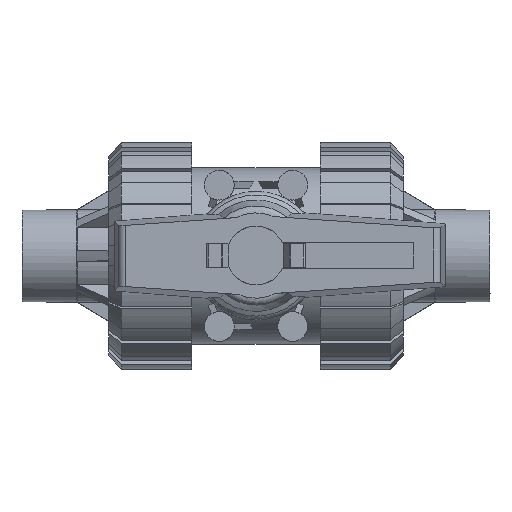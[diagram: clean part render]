
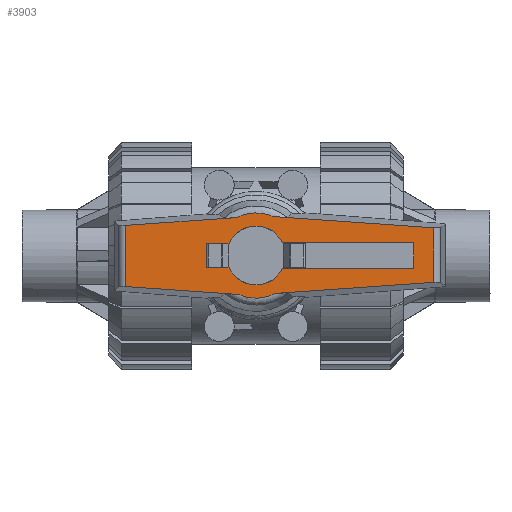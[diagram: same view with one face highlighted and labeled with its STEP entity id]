
A CAD part, top view. The second image highlights one B-rep face of the part: STEP entity #3903.
In plain terms, the highlighted planar face has unit normal (0, 0, 1).
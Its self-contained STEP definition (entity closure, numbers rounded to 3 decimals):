
#532=CARTESIAN_POINT('',(42.917,3.5,116.));
#533=VERTEX_POINT('',#532);
#534=CARTESIAN_POINT('',(42.917,-3.5,116.));
#535=VERTEX_POINT('',#534);
#536=CARTESIAN_POINT('',(42.917,3.5,116.));
#537=DIRECTION('',(0.0,-1.0,0.0));
#538=VECTOR('',#537,7.);
#539=LINE('',#536,#538);
#540=EDGE_CURVE('',#533,#535,#539,.T.);
#603=CARTESIAN_POINT('',(7.194,3.5,116.));
#604=VERTEX_POINT('',#603);
#605=CARTESIAN_POINT('',(7.194,3.5,116.));
#606=DIRECTION('',(1.0,0.0,0.0));
#607=VECTOR('',#606,35.723);
#608=LINE('',#605,#607);
#609=EDGE_CURVE('',#604,#533,#608,.T.);
#1049=CARTESIAN_POINT('',(-7.354,3.15,116.));
#1050=VERTEX_POINT('',#1049);
#1051=CARTESIAN_POINT('',(0.0,0.0,116.));
#1052=DIRECTION('',(0.0,0.0,-1.0));
#1053=DIRECTION('',(1.0,0.0,0.0));
#1054=AXIS2_PLACEMENT_3D('',#1051,#1052,#1053);
#1055=CIRCLE('',#1054,8.0);
#1056=EDGE_CURVE('',#1050,#604,#1055,.T.);
#1108=CARTESIAN_POINT('',(7.194,-3.5,116.));
#1109=VERTEX_POINT('',#1108);
#1110=CARTESIAN_POINT('',(42.917,-3.5,116.));
#1111=DIRECTION('',(-1.0,0.0,0.0));
#1112=VECTOR('',#1111,35.723);
#1113=LINE('',#1110,#1112);
#1114=EDGE_CURVE('',#535,#1109,#1113,.T.);
#1182=CARTESIAN_POINT('',(-7.354,-3.15,116.));
#1183=VERTEX_POINT('',#1182);
#1184=CARTESIAN_POINT('',(0.0,0.0,116.));
#1185=DIRECTION('',(0.0,0.0,-1.0));
#1186=DIRECTION('',(1.0,0.0,0.0));
#1187=AXIS2_PLACEMENT_3D('',#1184,#1185,#1186);
#1188=CIRCLE('',#1187,8.0);
#1189=EDGE_CURVE('',#1109,#1183,#1188,.T.);
#1665=CARTESIAN_POINT('',(-13.417,-3.15,116.));
#1666=VERTEX_POINT('',#1665);
#1673=CARTESIAN_POINT('',(-7.354,-3.15,116.));
#1674=DIRECTION('',(-1.0,0.0,0.0));
#1675=VECTOR('',#1674,6.063);
#1676=LINE('',#1673,#1675);
#1677=EDGE_CURVE('',#1183,#1666,#1676,.T.);
#2282=CARTESIAN_POINT('',(-4.722,-10.61,116.));
#2283=VERTEX_POINT('',#2282);
#2295=CARTESIAN_POINT('',(-35.537,-8.455,116.));
#2296=VERTEX_POINT('',#2295);
#2297=CARTESIAN_POINT('',(-35.537,-8.455,116.));
#2298=DIRECTION('',(0.998,-0.07,0.0));
#2299=VECTOR('',#2298,30.89);
#2300=LINE('',#2297,#2299);
#2301=EDGE_CURVE('',#2296,#2283,#2300,.T.);
#2610=CARTESIAN_POINT('',(4.722,10.61,116.));
#2611=VERTEX_POINT('',#2610);
#2623=CARTESIAN_POINT('',(48.412,7.555,116.));
#2624=VERTEX_POINT('',#2623);
#2625=CARTESIAN_POINT('',(48.412,7.555,116.));
#2626=DIRECTION('',(-0.998,0.07,0.0));
#2627=VECTOR('',#2626,43.797);
#2628=LINE('',#2625,#2627);
#2629=EDGE_CURVE('',#2624,#2611,#2628,.T.);
#2711=CARTESIAN_POINT('',(-13.417,3.15,116.));
#2712=VERTEX_POINT('',#2711);
#2713=CARTESIAN_POINT('',(-13.417,-3.15,116.));
#2714=DIRECTION('',(0.0,1.0,0.0));
#2715=VECTOR('',#2714,6.3);
#2716=LINE('',#2713,#2715);
#2717=EDGE_CURVE('',#1666,#2712,#2716,.T.);
#2778=CARTESIAN_POINT('',(-13.417,3.15,116.));
#2779=DIRECTION('',(1.0,0.0,0.0));
#2780=VECTOR('',#2779,6.063);
#2781=LINE('',#2778,#2780);
#2782=EDGE_CURVE('',#2712,#1050,#2781,.T.);
#3008=CARTESIAN_POINT('',(-35.537,8.207,116.));
#3009=VERTEX_POINT('',#3008);
#3017=CARTESIAN_POINT('',(-5.327,10.319,116.));
#3018=VERTEX_POINT('',#3017);
#3019=CARTESIAN_POINT('',(-5.327,10.319,116.));
#3020=DIRECTION('',(-0.998,-0.07,0.0));
#3021=VECTOR('',#3020,30.283);
#3022=LINE('',#3019,#3021);
#3023=EDGE_CURVE('',#3018,#3009,#3022,.T.);
#3139=CARTESIAN_POINT('',(48.412,-7.307,116.));
#3140=VERTEX_POINT('',#3139);
#3148=CARTESIAN_POINT('',(5.327,-10.319,116.));
#3149=VERTEX_POINT('',#3148);
#3150=CARTESIAN_POINT('',(5.327,-10.319,116.));
#3151=DIRECTION('',(0.998,0.07,0.0));
#3152=VECTOR('',#3151,43.19);
#3153=LINE('',#3150,#3152);
#3154=EDGE_CURVE('',#3149,#3140,#3153,.T.);
#3306=CARTESIAN_POINT('',(-35.537,8.207,116.));
#3307=DIRECTION('',(0.0,-1.0,0.0));
#3308=VECTOR('',#3307,16.662);
#3309=LINE('',#3306,#3308);
#3310=EDGE_CURVE('',#3009,#2296,#3309,.T.);
#3323=CARTESIAN_POINT('',(48.412,7.555,116.));
#3324=DIRECTION('',(0.0,-1.0,0.0));
#3325=VECTOR('',#3324,14.862);
#3326=LINE('',#3323,#3325);
#3327=EDGE_CURVE('',#2624,#3140,#3326,.T.);
#3581=CARTESIAN_POINT('',(0.0,0.0,116.));
#3582=DIRECTION('',(0.0,0.0,1.0));
#3583=DIRECTION('',(1.0,0.0,0.0));
#3584=AXIS2_PLACEMENT_3D('',#3581,#3582,#3583);
#3585=CIRCLE('',#3584,11.613);
#3586=EDGE_CURVE('',#2611,#3018,#3585,.T.);
#3868=CARTESIAN_POINT('',(0.0,0.0,116.));
#3869=DIRECTION('',(0.0,0.0,1.0));
#3870=DIRECTION('',(1.0,0.0,0.0));
#3871=AXIS2_PLACEMENT_3D('',#3868,#3869,#3870);
#3872=CIRCLE('',#3871,11.613);
#3873=EDGE_CURVE('',#2283,#3149,#3872,.T.);
#3878=CARTESIAN_POINT('',(5.807,0.0,116.));
#3879=DIRECTION('',(0.0,0.0,1.0));
#3880=DIRECTION('',(1.0,0.0,0.0));
#3881=AXIS2_PLACEMENT_3D('',#3878,#3879,#3880);
#3882=PLANE('',#3881);
#3883=ORIENTED_EDGE('',*,*,#2301,.T.);
#3884=ORIENTED_EDGE('',*,*,#3873,.T.);
#3885=ORIENTED_EDGE('',*,*,#3154,.T.);
#3886=ORIENTED_EDGE('',*,*,#3327,.F.);
#3887=ORIENTED_EDGE('',*,*,#2629,.T.);
#3888=ORIENTED_EDGE('',*,*,#3586,.T.);
#3889=ORIENTED_EDGE('',*,*,#3023,.T.);
#3890=ORIENTED_EDGE('',*,*,#3310,.T.);
#3891=EDGE_LOOP('',(#3883,#3884,#3885,#3886,#3887,#3888,#3889,#3890));
#3892=FACE_OUTER_BOUND('',#3891,.T.);
#3893=ORIENTED_EDGE('',*,*,#1189,.T.);
#3894=ORIENTED_EDGE('',*,*,#1677,.T.);
#3895=ORIENTED_EDGE('',*,*,#2717,.T.);
#3896=ORIENTED_EDGE('',*,*,#2782,.T.);
#3897=ORIENTED_EDGE('',*,*,#1056,.T.);
#3898=ORIENTED_EDGE('',*,*,#609,.T.);
#3899=ORIENTED_EDGE('',*,*,#540,.T.);
#3900=ORIENTED_EDGE('',*,*,#1114,.T.);
#3901=EDGE_LOOP('',(#3893,#3894,#3895,#3896,#3897,#3898,#3899,#3900));
#3902=FACE_BOUND('',#3901,.T.);
#3903=ADVANCED_FACE('',(#3892,#3902),#3882,.T.);
